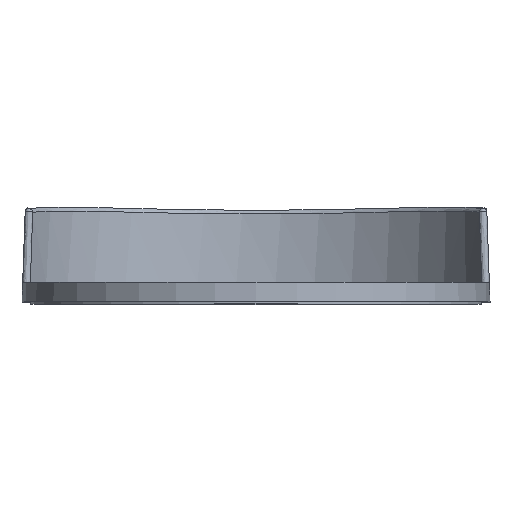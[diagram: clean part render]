
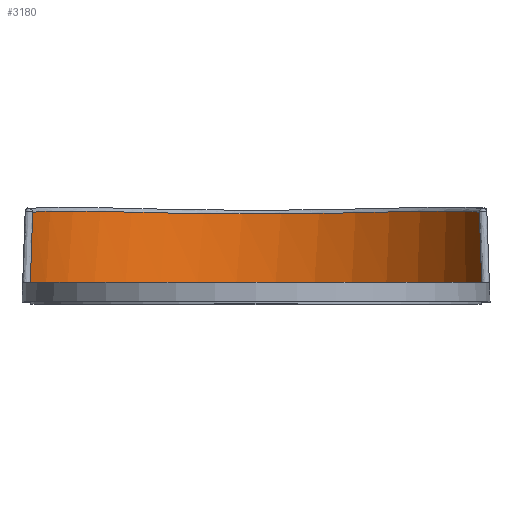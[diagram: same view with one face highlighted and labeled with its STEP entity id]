
A CAD part, top view. The second image highlights one B-rep face of the part: STEP entity #3180.
In plain terms, the highlighted conical face has half-angle 2 degrees and reference radius 15.23 mm.
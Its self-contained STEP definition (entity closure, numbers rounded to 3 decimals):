
#6=CARTESIAN_POINT('',(-14.314,1.2,-4.963));
#7=CARTESIAN_POINT('',(-14.298,1.676,-5.06));
#8=CARTESIAN_POINT('',(-14.265,2.643,-5.252));
#9=CARTESIAN_POINT('',(-14.215,4.135,-5.532));
#10=CARTESIAN_POINT('',(-14.18,5.159,-5.715));
#11=CARTESIAN_POINT('',(-14.163,5.679,-5.806));
#37=CARTESIAN_POINT('',(-14.163,5.679,-5.806));
#38=CARTESIAN_POINT('',(-13.896,5.706,-6.459));
#39=CARTESIAN_POINT('',(-13.271,5.745,-7.73));
#40=CARTESIAN_POINT('',(-12.077,5.764,-9.488));
#41=CARTESIAN_POINT('',(-10.649,5.751,-11.067));
#42=CARTESIAN_POINT('',(-9.012,5.718,-12.435));
#43=CARTESIAN_POINT('',(-7.198,5.675,-13.564));
#44=CARTESIAN_POINT('',(-5.242,5.633,-14.432));
#45=CARTESIAN_POINT('',(-3.185,5.599,-15.019));
#46=CARTESIAN_POINT('',(-1.068,5.581,-15.315));
#47=CARTESIAN_POINT('',(1.068,5.581,-15.315));
#48=CARTESIAN_POINT('',(3.185,5.599,-15.019));
#49=CARTESIAN_POINT('',(5.242,5.633,-14.432));
#50=CARTESIAN_POINT('',(7.198,5.675,-13.565));
#51=CARTESIAN_POINT('',(9.012,5.718,-12.435));
#52=CARTESIAN_POINT('',(10.649,5.751,-11.067));
#53=CARTESIAN_POINT('',(12.077,5.764,-9.488));
#54=CARTESIAN_POINT('',(13.27,5.745,-7.73));
#55=CARTESIAN_POINT('',(13.896,5.706,-6.459));
#56=CARTESIAN_POINT('',(14.163,5.679,-5.806));
#570=CARTESIAN_POINT('',(0.,1.2,0.));
#571=DIRECTION('',(0.,1.,0.));
#572=DIRECTION('',(0.945,0.,-0.328));
#573=AXIS2_PLACEMENT_3D('',#570,#571,#572);
#758=CARTESIAN_POINT('',(14.163,5.679,-5.806));
#759=CARTESIAN_POINT('',(14.18,5.159,-5.715));
#760=CARTESIAN_POINT('',(14.215,4.135,-5.532));
#761=CARTESIAN_POINT('',(14.265,2.643,-5.252));
#762=CARTESIAN_POINT('',(14.298,1.676,-5.06));
#763=CARTESIAN_POINT('',(14.314,1.2,-4.963));
#2809=VERTEX_POINT('',#6);
#2810=VERTEX_POINT('',#11);
#2813=VERTEX_POINT('',#758);
#2814=VERTEX_POINT('',#763);
#3166=CARTESIAN_POINT('',(0.,3.479,0.));
#3167=DIRECTION('',(0.,1.,0.));
#3168=DIRECTION('',(-1.,0.,0.));
#3169=AXIS2_PLACEMENT_3D('',#3166,#3167,#3168);
#3170=CONICAL_SURFACE('',#3169,15.23,2.);
#3171=ORIENTED_EDGE('',*,*,#3156,.T.);
#3173=ORIENTED_EDGE('',*,*,#3172,.T.);
#3175=ORIENTED_EDGE('',*,*,#3174,.T.);
#3177=ORIENTED_EDGE('',*,*,#3176,.T.);
#3178=EDGE_LOOP('',(#3171,#3173,#3175,#3177));
#3179=FACE_OUTER_BOUND('',#3178,.F.);
#3180=ADVANCED_FACE('',(#3179),#3170,.F.);
#12=B_SPLINE_CURVE_WITH_KNOTS('',3,(#6,#7,#8,#9,#10,#11),.UNSPECIFIED.,.F.,.F.,(
4,1,1,4),(0.,0.333,0.667,1.),.UNSPECIFIED.);
#57=B_SPLINE_CURVE_WITH_KNOTS('',3,(#37,#38,#39,#40,#41,#42,#43,#44,#45,#46,#47,
#48,#49,#50,#51,#52,#53,#54,#55,#56),.UNSPECIFIED.,.F.,.F.,(4,1,1,1,1,1,1,1,1,1,
1,1,1,1,1,1,1,4),(0.,0.059,0.118,0.176,
0.235,0.294,0.353,0.412,
0.471,0.529,0.588,0.647,
0.706,0.765,0.824,0.882,
0.941,1.),.UNSPECIFIED.);
#574=CIRCLE('',#573,15.15);
#764=B_SPLINE_CURVE_WITH_KNOTS('',3,(#758,#759,#760,#761,#762,#763),
.UNSPECIFIED.,.F.,.F.,(4,1,1,4),(0.,0.333,0.667,1.),
.UNSPECIFIED.);
#3156=EDGE_CURVE('',#2809,#2810,#12,.T.);
#3172=EDGE_CURVE('',#2810,#2813,#57,.T.);
#3174=EDGE_CURVE('',#2813,#2814,#764,.T.);
#3176=EDGE_CURVE('',#2814,#2809,#574,.T.);
